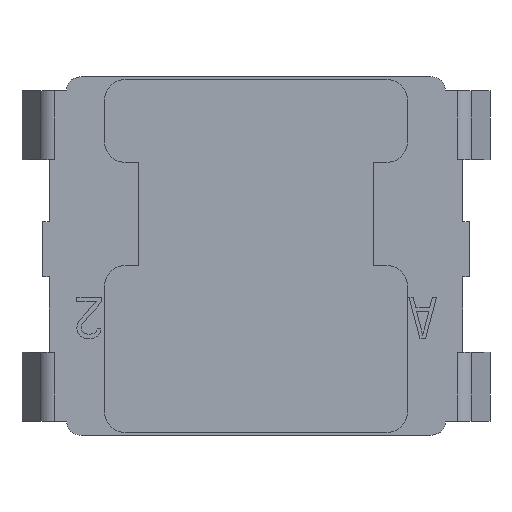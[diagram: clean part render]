
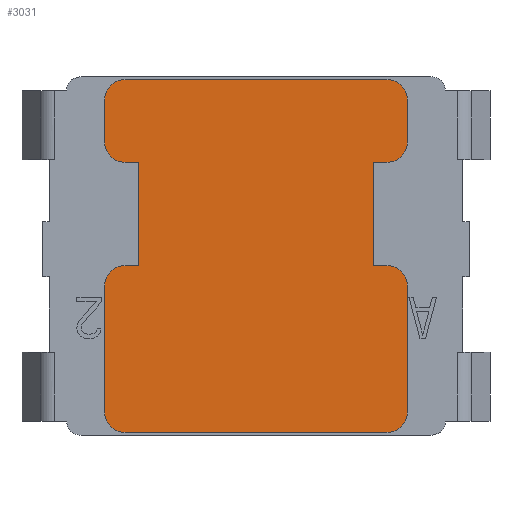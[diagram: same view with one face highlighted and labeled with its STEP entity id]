
A CAD part, front view. The second image highlights one B-rep face of the part: STEP entity #3031.
In plain terms, the highlighted planar face has unit normal (0, -1, 0).
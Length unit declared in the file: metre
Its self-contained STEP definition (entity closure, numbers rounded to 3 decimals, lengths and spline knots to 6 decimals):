
#124=CIRCLE('',#3104,0.00015);
#134=CIRCLE('',#3135,0.00015);
#135=CIRCLE('',#3138,0.00015);
#146=CIRCLE('',#3185,0.00015);
#154=CIRCLE('',#3227,0.00015);
#168=CIRCLE('',#3270,0.00015);
#170=CIRCLE('',#3283,0.00015);
#171=CIRCLE('',#3287,0.00015);
#308=FACE_OUTER_BOUND('',#470,.T.);
#470=EDGE_LOOP('',(#2679,#2680,#2681,#2682,#2683,#2684,#2685,#2686,#2687,
#2688,#2689,#2690,#2691,#2692,#2693,#2694,#2695,#2696,#2697,#2698));
#603=LINE('',#4474,#941);
#660=LINE('',#4617,#998);
#666=LINE('',#4629,#1004);
#760=LINE('',#4921,#1098);
#778=LINE('',#4970,#1116);
#780=LINE('',#4974,#1118);
#788=LINE('',#4989,#1126);
#793=LINE('',#4999,#1131);
#840=LINE('',#5126,#1178);
#842=LINE('',#5130,#1180);
#844=LINE('',#5136,#1182);
#845=LINE('',#5138,#1183);
#941=VECTOR('',#3486,1.);
#998=VECTOR('',#3597,1.);
#1004=VECTOR('',#3611,1.);
#1098=VECTOR('',#3837,1.);
#1116=VECTOR('',#3883,1.);
#1118=VECTOR('',#3887,1.);
#1126=VECTOR('',#3905,1.);
#1131=VECTOR('',#3914,1.);
#1178=VECTOR('',#4081,1.);
#1180=VECTOR('',#4085,1.);
#1182=VECTOR('',#4093,1.);
#1183=VECTOR('',#4096,1.);
#1313=VERTEX_POINT('',#4467);
#1314=VERTEX_POINT('',#4469);
#1315=VERTEX_POINT('',#4473);
#1370=VERTEX_POINT('',#4616);
#1371=VERTEX_POINT('',#4623);
#1372=VERTEX_POINT('',#4627);
#1373=VERTEX_POINT('',#4631);
#1425=VERTEX_POINT('',#4879);
#1426=VERTEX_POINT('',#4881);
#1432=VERTEX_POINT('',#4919);
#1444=VERTEX_POINT('',#4967);
#1445=VERTEX_POINT('',#4969);
#1446=VERTEX_POINT('',#4973);
#1448=VERTEX_POINT('',#4988);
#1451=VERTEX_POINT('',#4998);
#1452=VERTEX_POINT('',#5004);
#1470=VERTEX_POINT('',#5120);
#1471=VERTEX_POINT('',#5122);
#1472=VERTEX_POINT('',#5128);
#1473=VERTEX_POINT('',#5132);
#1605=EDGE_CURVE('',#1314,#1313,#124,.T.);
#1607=EDGE_CURVE('',#1315,#1314,#603,.T.);
#1674=EDGE_CURVE('',#1313,#1370,#660,.T.);
#1679=EDGE_CURVE('',#1370,#1371,#134,.T.);
#1681=EDGE_CURVE('',#1371,#1372,#666,.T.);
#1683=EDGE_CURVE('',#1372,#1373,#135,.T.);
#1780=EDGE_CURVE('',#1426,#1425,#146,.T.);
#1799=EDGE_CURVE('',#1373,#1432,#760,.T.);
#1822=EDGE_CURVE('',#1445,#1444,#778,.T.);
#1824=EDGE_CURVE('',#1446,#1426,#780,.T.);
#1832=EDGE_CURVE('',#1448,#1445,#788,.T.);
#1837=EDGE_CURVE('',#1451,#1315,#793,.T.);
#1841=EDGE_CURVE('',#1432,#1452,#154,.T.);
#1886=EDGE_CURVE('',#1444,#1446,#168,.T.);
#1899=EDGE_CURVE('',#1471,#1470,#170,.T.);
#1901=EDGE_CURVE('',#1425,#1471,#840,.T.);
#1903=EDGE_CURVE('',#1470,#1472,#842,.T.);
#1905=EDGE_CURVE('',#1472,#1473,#171,.T.);
#1906=EDGE_CURVE('',#1473,#1451,#844,.T.);
#1907=EDGE_CURVE('',#1452,#1448,#845,.T.);
#2679=ORIENTED_EDGE('',*,*,#1899,.T.);
#2680=ORIENTED_EDGE('',*,*,#1903,.T.);
#2681=ORIENTED_EDGE('',*,*,#1905,.T.);
#2682=ORIENTED_EDGE('',*,*,#1906,.T.);
#2683=ORIENTED_EDGE('',*,*,#1837,.T.);
#2684=ORIENTED_EDGE('',*,*,#1607,.T.);
#2685=ORIENTED_EDGE('',*,*,#1605,.T.);
#2686=ORIENTED_EDGE('',*,*,#1674,.T.);
#2687=ORIENTED_EDGE('',*,*,#1679,.T.);
#2688=ORIENTED_EDGE('',*,*,#1681,.T.);
#2689=ORIENTED_EDGE('',*,*,#1683,.T.);
#2690=ORIENTED_EDGE('',*,*,#1799,.T.);
#2691=ORIENTED_EDGE('',*,*,#1841,.T.);
#2692=ORIENTED_EDGE('',*,*,#1907,.T.);
#2693=ORIENTED_EDGE('',*,*,#1832,.T.);
#2694=ORIENTED_EDGE('',*,*,#1822,.T.);
#2695=ORIENTED_EDGE('',*,*,#1886,.T.);
#2696=ORIENTED_EDGE('',*,*,#1824,.T.);
#2697=ORIENTED_EDGE('',*,*,#1780,.T.);
#2698=ORIENTED_EDGE('',*,*,#1901,.T.);
#2881=PLANE('',#3289);
#3031=ADVANCED_FACE('',(#308),#2881,.T.);
#3104=AXIS2_PLACEMENT_3D('',#4470,#3481,#3482);
#3135=AXIS2_PLACEMENT_3D('',#4625,#3606,#3607);
#3138=AXIS2_PLACEMENT_3D('',#4633,#3615,#3616);
#3185=AXIS2_PLACEMENT_3D('',#4882,#3786,#3787);
#3227=AXIS2_PLACEMENT_3D('',#5006,#3922,#3923);
#3270=AXIS2_PLACEMENT_3D('',#5096,#4039,#4040);
#3283=AXIS2_PLACEMENT_3D('',#5123,#4076,#4077);
#3287=AXIS2_PLACEMENT_3D('',#5134,#4089,#4090);
#3289=AXIS2_PLACEMENT_3D('',#5137,#4094,#4095);
#3481=DIRECTION('center_axis',(0.,-1.,0.));
#3482=DIRECTION('ref_axis',(0.,0.,1.));
#3486=DIRECTION('',(-1.,0.,0.));
#3597=DIRECTION('',(0.,0.,-1.));
#3606=DIRECTION('center_axis',(0.,-1.,0.));
#3607=DIRECTION('ref_axis',(-1.,0.,0.));
#3611=DIRECTION('',(1.,0.,0.));
#3615=DIRECTION('center_axis',(0.,-1.,0.));
#3616=DIRECTION('ref_axis',(0.,0.,-1.));
#3786=DIRECTION('center_axis',(0.,-1.,0.));
#3787=DIRECTION('ref_axis',(1.,0.,0.));
#3837=DIRECTION('',(0.,0.,1.));
#3883=DIRECTION('',(1.,0.,0.));
#3887=DIRECTION('',(0.,0.,1.));
#3905=DIRECTION('',(0.,0.,1.));
#3914=DIRECTION('',(0.,0.,-1.));
#3922=DIRECTION('center_axis',(0.,-1.,0.));
#3923=DIRECTION('ref_axis',(1.,0.,0.));
#4039=DIRECTION('center_axis',(0.,-1.,0.));
#4040=DIRECTION('ref_axis',(0.,0.,-1.));
#4076=DIRECTION('center_axis',(0.,-1.,0.));
#4077=DIRECTION('ref_axis',(0.,0.,1.));
#4081=DIRECTION('',(-1.,0.,0.));
#4085=DIRECTION('',(0.,0.,-1.));
#4089=DIRECTION('center_axis',(0.,-1.,0.));
#4090=DIRECTION('ref_axis',(-1.,0.,0.));
#4093=DIRECTION('',(1.,0.,0.));
#4094=DIRECTION('center_axis',(0.,-1.,0.));
#4095=DIRECTION('ref_axis',(0.,0.,-1.));
#4096=DIRECTION('',(-1.,0.,0.));
#4467=CARTESIAN_POINT('',(-0.0011,-0.00005,-0.00022));
#4469=CARTESIAN_POINT('',(-0.00095,-0.00005,-0.00007));
#4470=CARTESIAN_POINT('Origin',(-0.00095,-0.00005,-0.00022));
#4473=CARTESIAN_POINT('',(-0.00085,-0.00005,-0.00007));
#4474=CARTESIAN_POINT('',(-0.00085,-0.00005,-0.00007));
#4616=CARTESIAN_POINT('',(-0.0011,-0.00005,-0.00113));
#4617=CARTESIAN_POINT('',(-0.0011,-0.00005,-0.00022));
#4623=CARTESIAN_POINT('',(-0.00095,-0.00005,-0.00128));
#4625=CARTESIAN_POINT('Origin',(-0.00095,-0.00005,-0.00113));
#4627=CARTESIAN_POINT('',(0.00095,-0.00005,-0.00128));
#4629=CARTESIAN_POINT('',(-0.00095,-0.00005,-0.00128));
#4631=CARTESIAN_POINT('',(0.0011,-0.00005,-0.00113));
#4633=CARTESIAN_POINT('Origin',(0.00095,-0.00005,-0.00113));
#4879=CARTESIAN_POINT('',(0.00095,-0.00005,0.00128));
#4881=CARTESIAN_POINT('',(0.0011,-0.00005,0.00113));
#4882=CARTESIAN_POINT('Origin',(0.00095,-0.00005,0.00113));
#4919=CARTESIAN_POINT('',(0.0011,-0.00005,-0.00022));
#4921=CARTESIAN_POINT('',(0.0011,-0.00005,-0.00113));
#4967=CARTESIAN_POINT('',(0.00095,-0.00005,0.00068));
#4969=CARTESIAN_POINT('',(0.00085,-0.00005,0.00068));
#4970=CARTESIAN_POINT('',(0.00085,-0.00005,0.00068));
#4973=CARTESIAN_POINT('',(0.0011,-0.00005,0.00083));
#4974=CARTESIAN_POINT('',(0.0011,-0.00005,0.00083));
#4988=CARTESIAN_POINT('',(0.00085,-0.00005,-0.00007));
#4989=CARTESIAN_POINT('',(0.00085,-0.00005,-0.00007));
#4998=CARTESIAN_POINT('',(-0.00085,-0.00005,0.00068));
#4999=CARTESIAN_POINT('',(-0.00085,-0.00005,0.00068));
#5004=CARTESIAN_POINT('',(0.00095,-0.00005,-0.00007));
#5006=CARTESIAN_POINT('Origin',(0.00095,-0.00005,-0.00022));
#5096=CARTESIAN_POINT('Origin',(0.00095,-0.00005,0.00083));
#5120=CARTESIAN_POINT('',(-0.0011,-0.00005,0.00113));
#5122=CARTESIAN_POINT('',(-0.00095,-0.00005,0.00128));
#5123=CARTESIAN_POINT('Origin',(-0.00095,-0.00005,0.00113));
#5126=CARTESIAN_POINT('',(0.00095,-0.00005,0.00128));
#5128=CARTESIAN_POINT('',(-0.0011,-0.00005,0.00083));
#5130=CARTESIAN_POINT('',(-0.0011,-0.00005,0.00113));
#5132=CARTESIAN_POINT('',(-0.00095,-0.00005,0.00068));
#5134=CARTESIAN_POINT('Origin',(-0.00095,-0.00005,0.00083));
#5136=CARTESIAN_POINT('',(-0.00095,-0.00005,0.00068));
#5137=CARTESIAN_POINT('Origin',(0.,-0.00005,0.));
#5138=CARTESIAN_POINT('',(0.00095,-0.00005,-0.00007));
